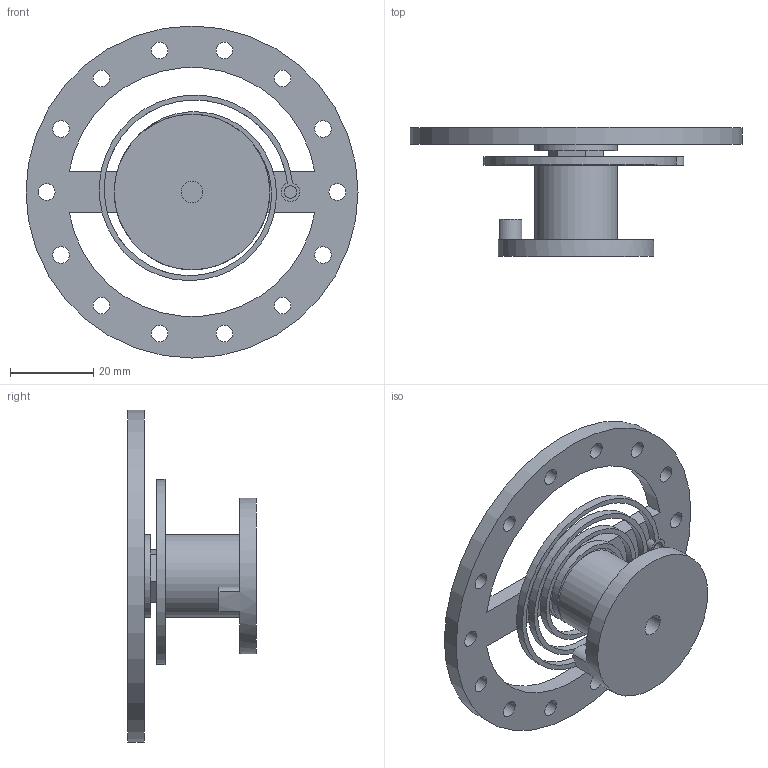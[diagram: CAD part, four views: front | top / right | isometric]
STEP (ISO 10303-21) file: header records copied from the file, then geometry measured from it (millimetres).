
FILE_DESCRIPTION(/* description */ (''),/* implementation_level */ '2;1');
FILE_NAME(/* name */ 'weight assembly.step',/* time_stamp */ '2025-12-01T21:23:18-08:00',/* author */ (''),/* organization */ (''),/* preprocessor_version */ 'ST-DEVELOPER v20.1',/* originating_system */ 'Autodesk Translation Framework v14.21.0.0',/* authorisation */ '');
FILE_SCHEMA (('AUTOMOTIVE_DESIGN { 1 0 10303 214 3 1 1 }'));
Length unit declared in the file: millimetre
Products named in the file (1): jewel
Bounding box: 80 x 31 x 80 mm (x, y, z)
Volume: 22603 mm3; surface area: 16157.6 mm2
Topology: 3 solids, 3 shells, 63 faces, 165 edges, 110 vertices
Faces by surface type: plane 36, cylinder 25, bspline 2
Full cylindrical faces by diameter (mm): 3 x1, 4 x14, 5.2 x1, 20 x2, 37.5 x1, 80 x1
Entity records: 2902 total; most frequent: CARTESIAN_POINT 1193, DIRECTION 341, ORIENTED_EDGE 330, EDGE_CURVE 165, AXIS2_PLACEMENT_3D 118, VERTEX_POINT 110, LINE 105, VECTOR 105
